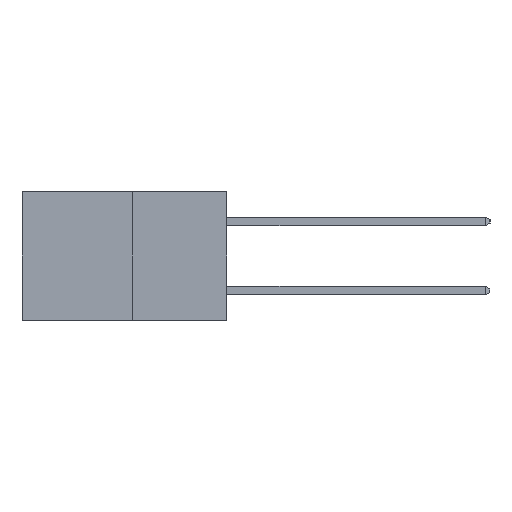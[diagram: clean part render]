
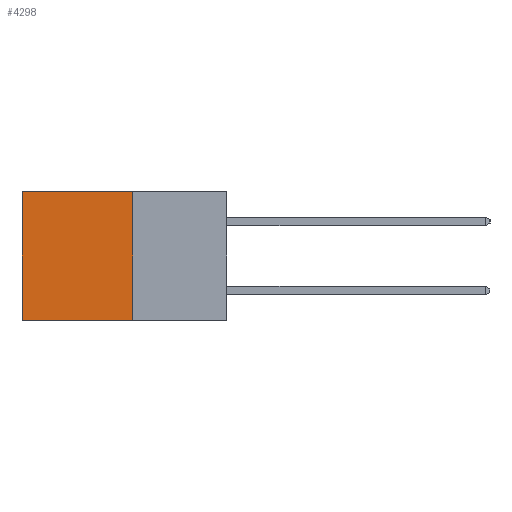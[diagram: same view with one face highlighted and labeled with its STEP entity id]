
A CAD part, left-side view. The second image highlights one B-rep face of the part: STEP entity #4298.
In plain terms, the highlighted planar face has unit normal (-1, 0, 0).
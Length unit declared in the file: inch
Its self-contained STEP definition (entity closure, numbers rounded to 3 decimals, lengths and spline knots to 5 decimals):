
#427 = ORIENTED_EDGE ( 'NONE', *, *, #2984, .F. ) ;
#670 = DIRECTION ( 'NONE',  ( 1., 0., 0. ) ) ;
#717 = PLANE ( 'NONE',  #2398 ) ;
#744 = CARTESIAN_POINT ( 'NONE',  ( 0.277, 0.27, -0.37 ) ) ;
#1898 = CARTESIAN_POINT ( 'NONE',  ( 0.277, 0.27, -0.37 ) ) ;
#2152 = LINE ( 'NONE', #2467, #7247 ) ;
#2398 = AXIS2_PLACEMENT_3D ( 'NONE', #744, #670, #13730 ) ;
#2467 = CARTESIAN_POINT ( 'NONE',  ( 0.277, 0.27, -0.37 ) ) ;
#2984 = EDGE_CURVE ( 'NONE', #4729, #7678, #2152, .T. ) ;
#3300 = VECTOR ( 'NONE', #13605, 39.37008 ) ;
#3621 = LINE ( 'NONE', #1898, #3300 ) ;
#3780 = ORIENTED_EDGE ( 'NONE', *, *, #13442, .T. ) ;
#4204 = LINE ( 'NONE', #12375, #6723 ) ;
#4298 = ADVANCED_FACE ( 'NONE', ( #7547 ), #717, .F. ) ;
#4355 = DIRECTION ( 'NONE',  ( 0., 1., 0. ) ) ;
#4729 = VERTEX_POINT ( 'NONE', #7998 ) ;
#4888 = VERTEX_POINT ( 'NONE', #13355 ) ;
#5476 = CARTESIAN_POINT ( 'NONE',  ( 0.277, 0.59, -0.37 ) ) ;
#6723 = VECTOR ( 'NONE', #13410, 39.37008 ) ;
#6858 = ORIENTED_EDGE ( 'NONE', *, *, #11256, .T. ) ;
#6864 = EDGE_LOOP ( 'NONE', ( #6858, #427, #7099, #3780 ) ) ;
#7099 = ORIENTED_EDGE ( 'NONE', *, *, #11037, .F. ) ;
#7247 = VECTOR ( 'NONE', #4355, 39.37008 ) ;
#7285 = VERTEX_POINT ( 'NONE', #12173 ) ;
#7547 = FACE_OUTER_BOUND ( 'NONE', #6864, .T. ) ;
#7678 = VERTEX_POINT ( 'NONE', #11508 ) ;
#7998 = CARTESIAN_POINT ( 'NONE',  ( 0.277, 0.27, -0.37 ) ) ;
#8771 = DIRECTION ( 'NONE',  ( 0., 0., -1. ) ) ;
#9238 = VECTOR ( 'NONE', #8771, 39.37008 ) ;
#9556 = LINE ( 'NONE', #5476, #9238 ) ;
#11037 = EDGE_CURVE ( 'NONE', #7285, #4729, #3621, .T. ) ;
#11256 = EDGE_CURVE ( 'NONE', #4888, #7678, #9556, .T. ) ;
#11508 = CARTESIAN_POINT ( 'NONE',  ( 0.277, 0.59, -0.37 ) ) ;
#12173 = CARTESIAN_POINT ( 'NONE',  ( 0.277, 0.27, 0. ) ) ;
#12375 = CARTESIAN_POINT ( 'NONE',  ( 0.277, 0.27, 0. ) ) ;
#13355 = CARTESIAN_POINT ( 'NONE',  ( 0.277, 0.59, 0. ) ) ;
#13410 = DIRECTION ( 'NONE',  ( 0., 1., 0. ) ) ;
#13442 = EDGE_CURVE ( 'NONE', #7285, #4888, #4204, .T. ) ;
#13605 = DIRECTION ( 'NONE',  ( 0., 0., -1. ) ) ;
#13730 = DIRECTION ( 'NONE',  ( 0., 0., -1. ) ) ;
